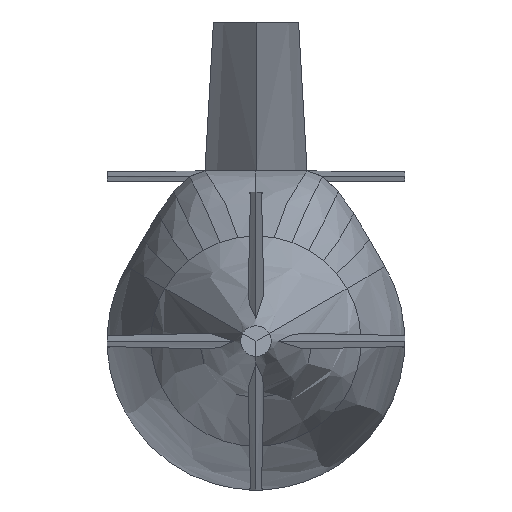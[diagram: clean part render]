
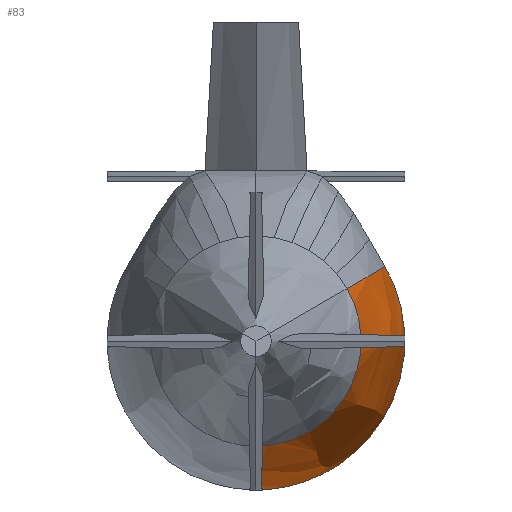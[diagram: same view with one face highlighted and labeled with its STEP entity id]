
A CAD part, left-side view. The second image highlights one B-rep face of the part: STEP entity #83.
In plain terms, the highlighted free-form (B-spline) face has degree [2, 2] with [3, 3] control points.
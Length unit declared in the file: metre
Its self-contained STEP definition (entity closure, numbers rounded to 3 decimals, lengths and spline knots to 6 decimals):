
#83=ADVANCED_FACE('',(#185),#1320,.T.);
#185=FACE_OUTER_BOUND('',#287,.T.);
#287=EDGE_LOOP('',(#583,#584,#585,#586));
#583=ORIENTED_EDGE('',*,*,#862,.T.);
#584=ORIENTED_EDGE('',*,*,#861,.F.);
#585=ORIENTED_EDGE('',*,*,#858,.F.);
#586=ORIENTED_EDGE('',*,*,#863,.F.);
#858=EDGE_CURVE('',#1153,#1211,#1081,.T.);
#861=EDGE_CURVE('',#1211,#1212,#1084,.T.);
#862=EDGE_CURVE('',#1152,#1212,#1085,.T.);
#863=EDGE_CURVE('',#1152,#1153,#1086,.T.);
#1081=(
BOUNDED_CURVE()
B_SPLINE_CURVE(2,(#2744,#2745,#2746),.UNSPECIFIED.,.F.,.F.)
B_SPLINE_CURVE_WITH_KNOTS((3,3),(0.,1.),.UNSPECIFIED.)
CURVE()
GEOMETRIC_REPRESENTATION_ITEM()
RATIONAL_B_SPLINE_CURVE((1.,0.5,1.))
REPRESENTATION_ITEM('')
);
#1084=(
BOUNDED_CURVE()
B_SPLINE_CURVE(2,(#2753,#2754,#2755),.UNSPECIFIED.,.F.,.F.)
B_SPLINE_CURVE_WITH_KNOTS((3,3),(-1.,0.),.UNSPECIFIED.)
CURVE()
GEOMETRIC_REPRESENTATION_ITEM()
RATIONAL_B_SPLINE_CURVE((1.,0.988,1.))
REPRESENTATION_ITEM('')
);
#1085=(
BOUNDED_CURVE()
B_SPLINE_CURVE(2,(#2756,#2757,#2758),.UNSPECIFIED.,.F.,.F.)
B_SPLINE_CURVE_WITH_KNOTS((3,3),(0.,1.),.UNSPECIFIED.)
CURVE()
GEOMETRIC_REPRESENTATION_ITEM()
RATIONAL_B_SPLINE_CURVE((1.,0.5,1.))
REPRESENTATION_ITEM('')
);
#1086=(
BOUNDED_CURVE()
B_SPLINE_CURVE(2,(#2759,#2760,#2761),.UNSPECIFIED.,.F.,.F.)
B_SPLINE_CURVE_WITH_KNOTS((3,3),(0.,1.),.UNSPECIFIED.)
CURVE()
GEOMETRIC_REPRESENTATION_ITEM()
RATIONAL_B_SPLINE_CURVE((1.,0.988,1.))
REPRESENTATION_ITEM('')
);
#1152=VERTEX_POINT('',#2345);
#1153=VERTEX_POINT('',#2346);
#1211=VERTEX_POINT('',#2404);
#1212=VERTEX_POINT('',#2405);
#1320=(
BOUNDED_SURFACE()
B_SPLINE_SURFACE(2,2,((#1755,#1756,#1757),(#1758,#1759,#1760),(#1761,#1762,
#1763)),.UNSPECIFIED.,.F.,.F.,.F.)
B_SPLINE_SURFACE_WITH_KNOTS((3,3),(3,3),(0.,1.),(0.,1.),.UNSPECIFIED.)
GEOMETRIC_REPRESENTATION_ITEM()
RATIONAL_B_SPLINE_SURFACE(((1.,0.988,1.),(0.5,0.494,
0.5),(1.,0.988,1.)))
REPRESENTATION_ITEM('')
SURFACE()
);
#1755=CARTESIAN_POINT('',(-48.5,-2.139517,1.235251));
#1756=CARTESIAN_POINT('',(-45.331528,-3.031089,1.75));
#1757=CARTESIAN_POINT('',(-42.,-3.031089,1.75));
#1758=CARTESIAN_POINT('',(-48.5,-4.279033,-2.470501));
#1759=CARTESIAN_POINT('',(-45.331528,-6.062178,-3.5));
#1760=CARTESIAN_POINT('',(-42.,-6.062178,-3.5));
#1761=CARTESIAN_POINT('',(-48.5,0.,-2.470501));
#1762=CARTESIAN_POINT('',(-45.331528,0.,-3.5));
#1763=CARTESIAN_POINT('',(-42.,0.,-3.5));
#2345=CARTESIAN_POINT('',(-48.5,-2.139517,1.235251));
#2346=CARTESIAN_POINT('',(-42.,-3.031089,1.75));
#2404=CARTESIAN_POINT('',(-42.,0.,-3.5));
#2405=CARTESIAN_POINT('',(-48.5,0.,-2.470501));
#2744=CARTESIAN_POINT('',(-42.,-3.031089,1.75));
#2745=CARTESIAN_POINT('',(-42.,-6.062178,-3.5));
#2746=CARTESIAN_POINT('',(-42.,0.,-3.5));
#2753=CARTESIAN_POINT('',(-42.,0.,-3.5));
#2754=CARTESIAN_POINT('',(-45.331528,0.,-3.5));
#2755=CARTESIAN_POINT('',(-48.5,0.,-2.470501));
#2756=CARTESIAN_POINT('',(-48.5,-2.139517,1.235251));
#2757=CARTESIAN_POINT('',(-48.5,-4.279033,-2.470501));
#2758=CARTESIAN_POINT('',(-48.5,0.,-2.470501));
#2759=CARTESIAN_POINT('',(-48.5,-2.139517,1.235251));
#2760=CARTESIAN_POINT('',(-45.331528,-3.031089,1.75));
#2761=CARTESIAN_POINT('',(-42.,-3.031089,1.75));
